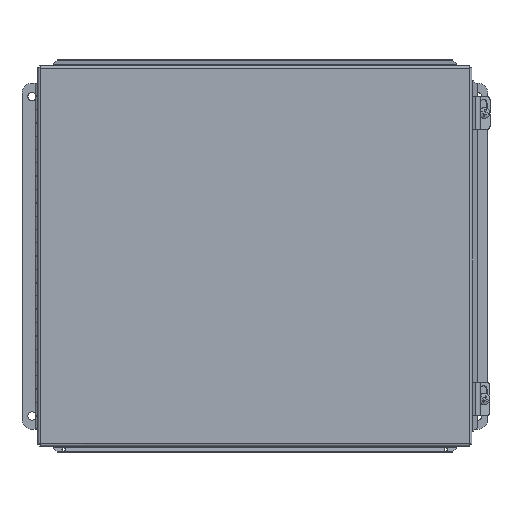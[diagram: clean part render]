
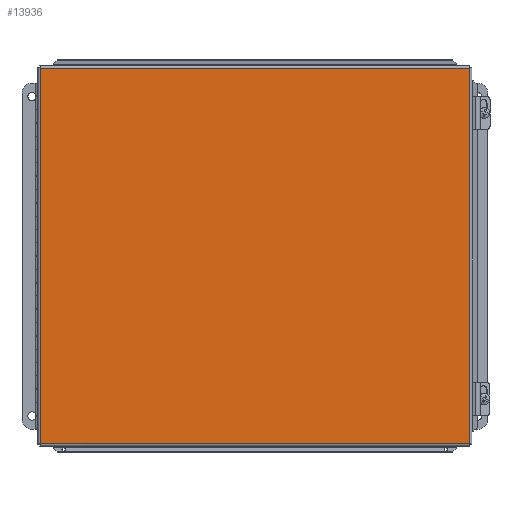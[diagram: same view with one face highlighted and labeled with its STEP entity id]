
A CAD part, top view. The second image highlights one B-rep face of the part: STEP entity #13936.
In plain terms, the highlighted face is planar.
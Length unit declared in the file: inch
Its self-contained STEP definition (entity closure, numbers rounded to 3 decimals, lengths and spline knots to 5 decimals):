
#13255=CARTESIAN_POINT('',(16.21675,0.09325,0.));
#13256=VERTEX_POINT('',#13255);
#13267=CARTESIAN_POINT('',(16.21675,14.21675,0.));
#13268=VERTEX_POINT('',#13267);
#13269=CARTESIAN_POINT('',(16.21675,14.21675,0.));
#13270=DIRECTION('',(0.0,-1.0,0.0));
#13271=VECTOR('',#13270,14.1235);
#13272=LINE('',#13269,#13271);
#13273=EDGE_CURVE('',#13268,#13256,#13272,.T.);
#13433=CARTESIAN_POINT('',(0.09325,0.09325,0.));
#13434=VERTEX_POINT('',#13433);
#13445=CARTESIAN_POINT('',(16.21675,0.09325,0.));
#13446=DIRECTION('',(-1.0,0.0,0.0));
#13447=VECTOR('',#13446,16.1235);
#13448=LINE('',#13445,#13447);
#13449=EDGE_CURVE('',#13256,#13434,#13448,.T.);
#13602=CARTESIAN_POINT('',(0.09325,14.21675,0.));
#13603=VERTEX_POINT('',#13602);
#13614=CARTESIAN_POINT('',(0.09325,0.09325,0.));
#13615=DIRECTION('',(0.0,1.0,0.0));
#13616=VECTOR('',#13615,14.1235);
#13617=LINE('',#13614,#13616);
#13618=EDGE_CURVE('',#13434,#13603,#13617,.T.);
#13781=CARTESIAN_POINT('',(0.09325,14.21675,0.));
#13782=DIRECTION('',(1.0,0.0,0.0));
#13783=VECTOR('',#13782,16.1235);
#13784=LINE('',#13781,#13783);
#13785=EDGE_CURVE('',#13603,#13268,#13784,.T.);
#13925=CARTESIAN_POINT('',(8.155,7.155,0.));
#13926=DIRECTION('',(0.0,0.0,1.0));
#13927=DIRECTION('',(1.0,0.0,0.0));
#13928=AXIS2_PLACEMENT_3D('',#13925,#13926,#13927);
#13929=PLANE('',#13928);
#13930=ORIENTED_EDGE('',*,*,#13273,.T.);
#13931=ORIENTED_EDGE('',*,*,#13449,.T.);
#13932=ORIENTED_EDGE('',*,*,#13618,.T.);
#13933=ORIENTED_EDGE('',*,*,#13785,.T.);
#13934=EDGE_LOOP('',(#13930,#13931,#13932,#13933));
#13935=FACE_OUTER_BOUND('',#13934,.T.);
#13936=ADVANCED_FACE('',(#13935),#13929,.F.);
